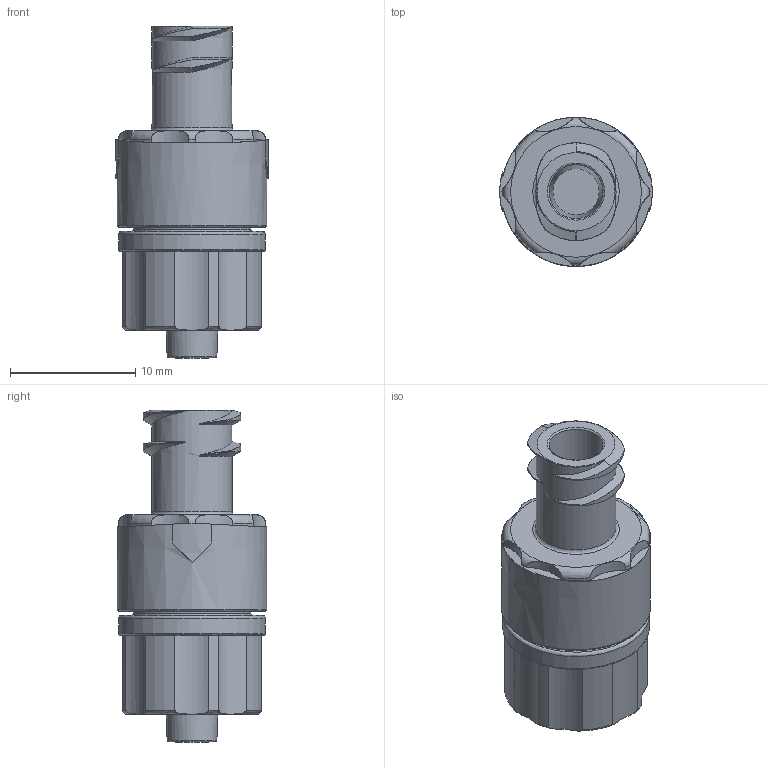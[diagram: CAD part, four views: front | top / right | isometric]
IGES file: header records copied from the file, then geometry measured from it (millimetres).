
Start section: SolidWorks IGES file using analytic representation for surfaces
Global section: file name: E-C-FLML-ABS-S01.IGS; native system: SolidWorks 2022; preprocessor: SolidWorks 2022; author: WTsang; date: 260316.082809; units: inch
Bounding box: 12.19 x 11.94 x 26.54 mm (x, y, z)
Surface area: 1626.8 mm2 (no closed solid volume)
Topology: 0 solids, 1 shells, 125 faces, 1234 edges, 1477 vertices
Faces by surface type: revolution 78, bspline 47
